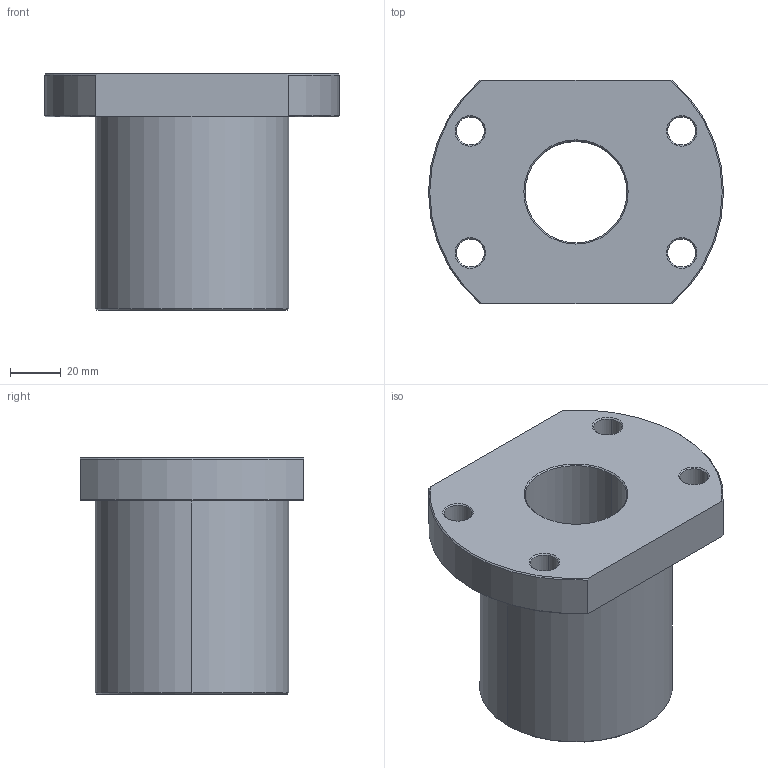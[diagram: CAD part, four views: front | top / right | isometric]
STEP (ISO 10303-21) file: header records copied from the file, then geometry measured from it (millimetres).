
FILE_DESCRIPTION(('CATIA V5 STEP Exchange'),'2;1');
FILE_NAME('4010 STK.stp','2006-12-14T05:35:45+00:00',('none'),('none'),'CATIA Version 5 Release 16 (IN-10)','CATIA V5 STEP AP214','none');
FILE_SCHEMA(('AUTOMOTIVE_DESIGN { 1 0 10303 214 1 1 1 1 }'));
Length unit declared in the file: millimetre
Products named in the file (1): 4010 STK
Bounding box: 116 x 88 x 93 mm (x, y, z)
Volume: 376326.6 mm3; surface area: 52774.2 mm2
Topology: 1 solids, 1 shells, 45 faces, 104 edges, 62 vertices
Faces by surface type: cone 26, cylinder 14, plane 5
Entity records: 1281 total; most frequent: CARTESIAN_POINT 240, ORIENTED_EDGE 208, DIRECTION 174, EDGE_CURVE 104, AXIS2_PLACEMENT_3D 94, VERTEX_POINT 62, EDGE_LOOP 56, CIRCLE 54
